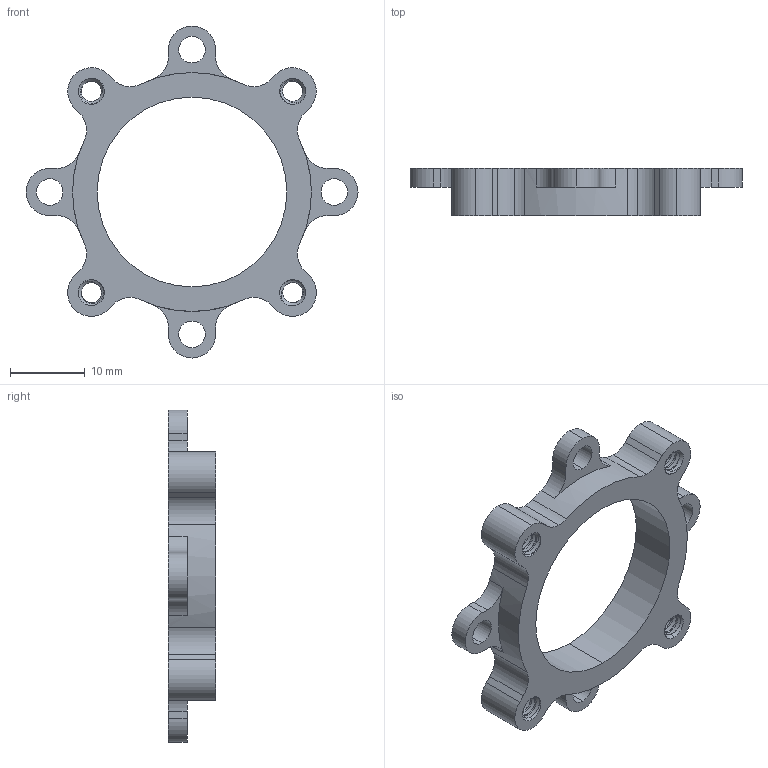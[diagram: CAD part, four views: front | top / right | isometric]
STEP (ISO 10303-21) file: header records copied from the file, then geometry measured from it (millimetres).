
FILE_DESCRIPTION (( 'STEP AP203' ), '1' );
FILE_NAME ('545500.STEP', '2017-06-30T20:56:04', ( '' ), ( '' ), 'SwSTEP 2.0', 'SolidWorks 2016', '' );
FILE_SCHEMA (( 'CONFIG_CONTROL_DESIGN' ));
Length unit declared in the file: inch
Products named in the file (1): 545500
Bounding box: 44.45 x 6.35 x 44.45 mm (x, y, z)
Volume: 2949.6 mm3; surface area: 3010 mm2
Topology: 1 solids, 1 shells, 228 faces, 658 edges, 432 vertices
Faces by surface type: cylinder 174, cone 24, plane 22, bspline 8
Entity records: 12717 total; most frequent: CARTESIAN_POINT 7347, ORIENTED_EDGE 1316, DIRECTION 948, EDGE_CURVE 658, VERTEX_POINT 432, AXIS2_PLACEMENT_3D 357, EDGE_LOOP 246, LINE 234
